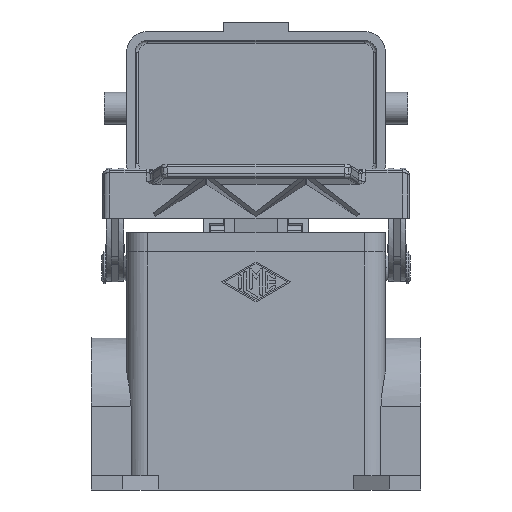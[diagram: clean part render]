
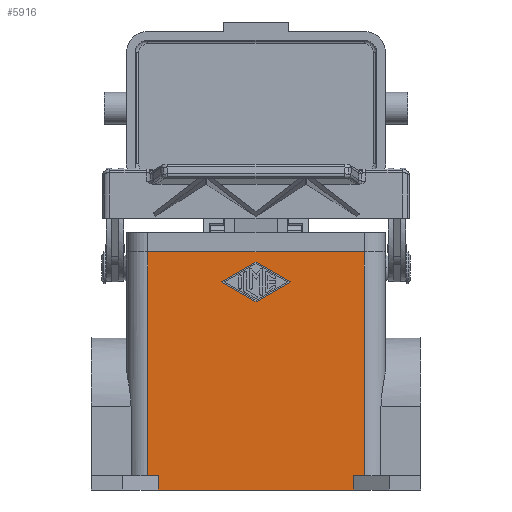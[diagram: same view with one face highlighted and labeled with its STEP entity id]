
A CAD part, front view. The second image highlights one B-rep face of the part: STEP entity #5916.
In plain terms, the highlighted planar face has unit normal (0, -1, 0).
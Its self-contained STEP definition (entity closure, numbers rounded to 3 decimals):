
#5074=CARTESIAN_POINT('',(-9.75,-21.75,15.));
#5075=VERTEX_POINT('',#5074);
#5082=CARTESIAN_POINT('',(0.,-21.75,9.375));
#5083=VERTEX_POINT('',#5082);
#5084=CARTESIAN_POINT('',(0.,-21.75,9.375));
#5085=DIRECTION('',(-0.866,0.0,0.5));
#5086=VECTOR('',#5085,11.256);
#5087=LINE('',#5084,#5086);
#5088=EDGE_CURVE('',#5083,#5075,#5087,.T.);
#5113=CARTESIAN_POINT('',(9.75,-21.75,15.));
#5114=VERTEX_POINT('',#5113);
#5115=CARTESIAN_POINT('',(9.75,-21.75,15.));
#5116=DIRECTION('',(-0.866,0.0,-0.5));
#5117=VECTOR('',#5116,11.256);
#5118=LINE('',#5115,#5117);
#5119=EDGE_CURVE('',#5114,#5083,#5118,.T.);
#5144=CARTESIAN_POINT('',(0.,-21.75,20.625));
#5145=VERTEX_POINT('',#5144);
#5146=CARTESIAN_POINT('',(0.,-21.75,20.625));
#5147=DIRECTION('',(0.866,0.0,-0.5));
#5148=VECTOR('',#5147,11.256);
#5149=LINE('',#5146,#5148);
#5150=EDGE_CURVE('',#5145,#5114,#5149,.T.);
#5173=CARTESIAN_POINT('',(-9.75,-21.75,15.));
#5174=DIRECTION('',(0.866,0.0,0.5));
#5175=VECTOR('',#5174,11.256);
#5176=LINE('',#5173,#5175);
#5177=EDGE_CURVE('',#5075,#5145,#5176,.T.);
#5839=CARTESIAN_POINT('',(27.75,-21.75,-44.0));
#5840=DIRECTION('',(0.0,-1.0,0.0));
#5841=DIRECTION('',(0.0,0.0,-1.0));
#5842=AXIS2_PLACEMENT_3D('',#5839,#5840,#5841);
#5843=PLANE('',#5842);
#5844=CARTESIAN_POINT('',(-27.75,-21.75,-44.0));
#5845=VERTEX_POINT('',#5844);
#5846=CARTESIAN_POINT('',(-27.75,-21.75,-40.0));
#5847=VERTEX_POINT('',#5846);
#5848=CARTESIAN_POINT('',(-27.75,-21.75,-44.0));
#5849=DIRECTION('',(0.0,0.0,1.0));
#5850=VECTOR('',#5849,4.0);
#5851=LINE('',#5848,#5850);
#5852=EDGE_CURVE('',#5845,#5847,#5851,.T.);
#5853=ORIENTED_EDGE('',*,*,#5852,.F.);
#5854=CARTESIAN_POINT('',(27.75,-21.75,-44.0));
#5855=VERTEX_POINT('',#5854);
#5856=CARTESIAN_POINT('',(27.75,-21.75,-44.0));
#5857=DIRECTION('',(-1.0,0.0,0.0));
#5858=VECTOR('',#5857,55.5);
#5859=LINE('',#5856,#5858);
#5860=EDGE_CURVE('',#5855,#5845,#5859,.T.);
#5861=ORIENTED_EDGE('',*,*,#5860,.F.);
#5862=CARTESIAN_POINT('',(27.75,-21.75,-40.0));
#5863=VERTEX_POINT('',#5862);
#5864=CARTESIAN_POINT('',(27.75,-21.75,-44.0));
#5865=DIRECTION('',(0.0,0.0,1.0));
#5866=VECTOR('',#5865,4.0);
#5867=LINE('',#5864,#5866);
#5868=EDGE_CURVE('',#5855,#5863,#5867,.T.);
#5869=ORIENTED_EDGE('',*,*,#5868,.T.);
#5870=CARTESIAN_POINT('',(30.75,-21.75,-40.0));
#5871=VERTEX_POINT('',#5870);
#5872=CARTESIAN_POINT('',(30.75,-21.75,-40.0));
#5873=DIRECTION('',(-1.0,0.0,0.0));
#5874=VECTOR('',#5873,3.);
#5875=LINE('',#5872,#5874);
#5876=EDGE_CURVE('',#5871,#5863,#5875,.T.);
#5877=ORIENTED_EDGE('',*,*,#5876,.F.);
#5878=CARTESIAN_POINT('',(30.75,-21.75,23.5));
#5879=VERTEX_POINT('',#5878);
#5880=CARTESIAN_POINT('',(30.75,-21.75,-40.0));
#5881=DIRECTION('',(0.0,0.0,1.0));
#5882=VECTOR('',#5881,63.5);
#5883=LINE('',#5880,#5882);
#5884=EDGE_CURVE('',#5871,#5879,#5883,.T.);
#5885=ORIENTED_EDGE('',*,*,#5884,.T.);
#5886=CARTESIAN_POINT('',(-30.75,-21.75,23.5));
#5887=VERTEX_POINT('',#5886);
#5888=CARTESIAN_POINT('',(30.75,-21.75,23.5));
#5889=DIRECTION('',(-1.0,0.0,0.0));
#5890=VECTOR('',#5889,61.5);
#5891=LINE('',#5888,#5890);
#5892=EDGE_CURVE('',#5879,#5887,#5891,.T.);
#5893=ORIENTED_EDGE('',*,*,#5892,.T.);
#5894=CARTESIAN_POINT('',(-30.75,-21.75,-40.0));
#5895=VERTEX_POINT('',#5894);
#5896=CARTESIAN_POINT('',(-30.75,-21.75,-40.0));
#5897=DIRECTION('',(0.0,0.0,1.0));
#5898=VECTOR('',#5897,63.5);
#5899=LINE('',#5896,#5898);
#5900=EDGE_CURVE('',#5895,#5887,#5899,.T.);
#5901=ORIENTED_EDGE('',*,*,#5900,.F.);
#5902=CARTESIAN_POINT('',(-27.75,-21.75,-40.0));
#5903=DIRECTION('',(-1.0,0.0,0.0));
#5904=VECTOR('',#5903,3.);
#5905=LINE('',#5902,#5904);
#5906=EDGE_CURVE('',#5847,#5895,#5905,.T.);
#5907=ORIENTED_EDGE('',*,*,#5906,.F.);
#5908=EDGE_LOOP('',(#5853,#5861,#5869,#5877,#5885,#5893,#5901,#5907));
#5909=FACE_OUTER_BOUND('',#5908,.T.);
#5910=ORIENTED_EDGE('',*,*,#5088,.T.);
#5911=ORIENTED_EDGE('',*,*,#5177,.T.);
#5912=ORIENTED_EDGE('',*,*,#5150,.T.);
#5913=ORIENTED_EDGE('',*,*,#5119,.T.);
#5914=EDGE_LOOP('',(#5910,#5911,#5912,#5913));
#5915=FACE_BOUND('',#5914,.T.);
#5916=ADVANCED_FACE('',(#5909,#5915),#5843,.T.);
